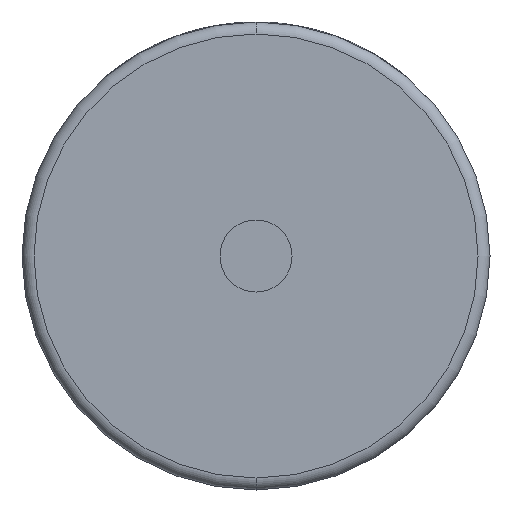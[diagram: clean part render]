
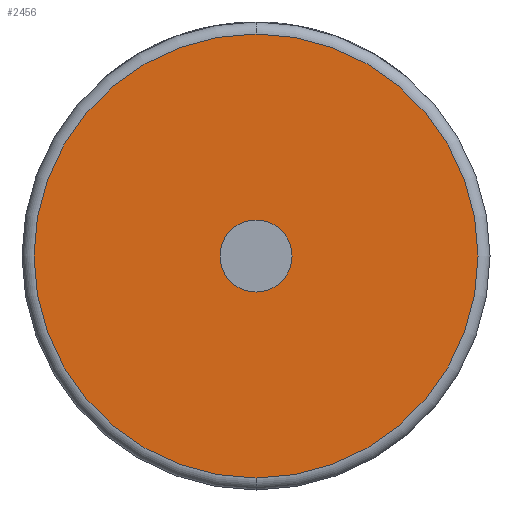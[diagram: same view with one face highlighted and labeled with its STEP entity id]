
A CAD part, front view. The second image highlights one B-rep face of the part: STEP entity #2456.
In plain terms, the highlighted planar face has unit normal (0, -1, 0).
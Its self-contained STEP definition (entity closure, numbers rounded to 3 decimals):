
#5 = VERTEX_POINT ( 'NONE', #1345 ) ;
#216 = DIRECTION ( 'NONE',  ( 0., 0., 1. ) ) ;
#255 = VERTEX_POINT ( 'NONE', #2723 ) ;
#337 = AXIS2_PLACEMENT_3D ( 'NONE', #4182, #4514, #216 ) ;
#377 = CARTESIAN_POINT ( 'NONE',  ( 0., 0., 0. ) ) ;
#553 = VERTEX_POINT ( 'NONE', #3568 ) ;
#589 = AXIS2_PLACEMENT_3D ( 'NONE', #2793, #2409, #3522 ) ;
#883 = VERTEX_POINT ( 'NONE', #3748 ) ;
#905 = CIRCLE ( 'NONE', #1833, 6. ) ;
#921 = ORIENTED_EDGE ( 'NONE', *, *, #1438, .T. ) ;
#1006 = DIRECTION ( 'NONE',  ( 0., 1., 0. ) ) ;
#1095 = DIRECTION ( 'NONE',  ( 0., 0., 1. ) ) ;
#1327 = ORIENTED_EDGE ( 'NONE', *, *, #3954, .F. ) ;
#1345 = CARTESIAN_POINT ( 'NONE',  ( 0., 0., 6. ) ) ;
#1379 = CIRCLE ( 'NONE', #589, 37. ) ;
#1438 = EDGE_CURVE ( 'NONE', #255, #883, #1785, .T. ) ;
#1504 = EDGE_CURVE ( 'NONE', #883, #255, #1379, .T. ) ;
#1785 = CIRCLE ( 'NONE', #337, 37. ) ;
#1833 = AXIS2_PLACEMENT_3D ( 'NONE', #2237, #2657, #2992 ) ;
#2048 = EDGE_LOOP ( 'NONE', ( #1327, #2074 ) ) ;
#2074 = ORIENTED_EDGE ( 'NONE', *, *, #2110, .F. ) ;
#2110 = EDGE_CURVE ( 'NONE', #553, #5, #4639, .T. ) ;
#2237 = CARTESIAN_POINT ( 'NONE',  ( 0., 0., 0. ) ) ;
#2409 = DIRECTION ( 'NONE',  ( 0., -1., 0. ) ) ;
#2456 = ADVANCED_FACE ( 'NONE', ( #3622, #2848 ), #3456, .F. ) ;
#2466 = CARTESIAN_POINT ( 'NONE',  ( 0., 0., 0. ) ) ;
#2608 = DIRECTION ( 'NONE',  ( 0., -1., 0. ) ) ;
#2657 = DIRECTION ( 'NONE',  ( 0., -1., 0. ) ) ;
#2723 = CARTESIAN_POINT ( 'NONE',  ( 0., 0., -37. ) ) ;
#2793 = CARTESIAN_POINT ( 'NONE',  ( 0., 0., 0. ) ) ;
#2848 = FACE_BOUND ( 'NONE', #2048, .T. ) ;
#2871 = DIRECTION ( 'NONE',  ( 0., 0., 1. ) ) ;
#2992 = DIRECTION ( 'NONE',  ( 0., 0., 1. ) ) ;
#3456 = PLANE ( 'NONE',  #4568 ) ;
#3506 = ORIENTED_EDGE ( 'NONE', *, *, #1504, .T. ) ;
#3522 = DIRECTION ( 'NONE',  ( 0., 0., 1. ) ) ;
#3568 = CARTESIAN_POINT ( 'NONE',  ( 0., 0., -6. ) ) ;
#3622 = FACE_OUTER_BOUND ( 'NONE', #4400, .T. ) ;
#3748 = CARTESIAN_POINT ( 'NONE',  ( 0., 0., 37. ) ) ;
#3954 = EDGE_CURVE ( 'NONE', #5, #553, #905, .T. ) ;
#3971 = AXIS2_PLACEMENT_3D ( 'NONE', #377, #2608, #1095 ) ;
#4182 = CARTESIAN_POINT ( 'NONE',  ( 0., 0., 0. ) ) ;
#4400 = EDGE_LOOP ( 'NONE', ( #3506, #921 ) ) ;
#4514 = DIRECTION ( 'NONE',  ( 0., -1., 0. ) ) ;
#4568 = AXIS2_PLACEMENT_3D ( 'NONE', #2466, #1006, #2871 ) ;
#4639 = CIRCLE ( 'NONE', #3971, 6. ) ;
